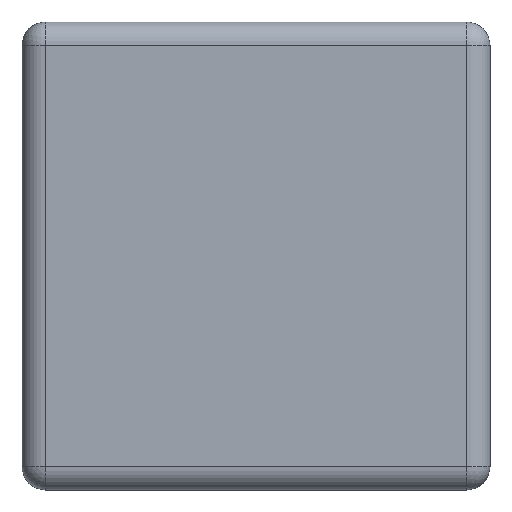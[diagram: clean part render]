
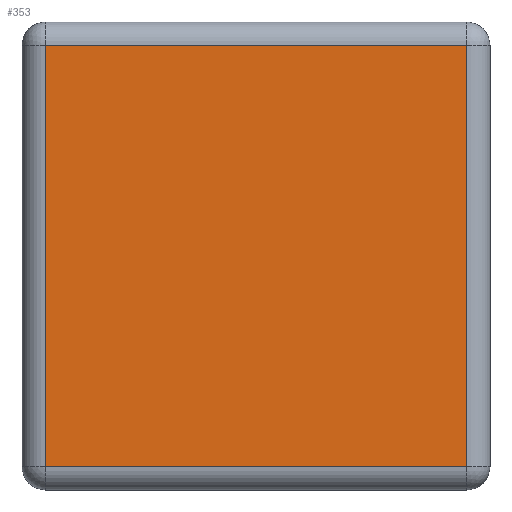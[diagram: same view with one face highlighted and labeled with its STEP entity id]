
A CAD part, front view. The second image highlights one B-rep face of the part: STEP entity #353.
In plain terms, the highlighted planar face has unit normal (0, -1, 0).
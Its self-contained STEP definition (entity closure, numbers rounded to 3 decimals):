
#15=PLANE('',#417);
#22=LINE('',#566,#46);
#23=LINE('',#589,#47);
#40=LINE('',#635,#64);
#44=LINE('',#641,#68);
#46=VECTOR('',#444,10.);
#47=VECTOR('',#471,10.);
#64=VECTOR('',#528,10.);
#68=VECTOR('',#536,10.);
#101=FACE_OUTER_BOUND('',#127,.T.);
#127=EDGE_LOOP('',(#301,#302,#303,#304));
#157=VERTEX_POINT('',#551);
#162=VERTEX_POINT('',#561);
#165=VERTEX_POINT('',#571);
#169=VERTEX_POINT('',#582);
#188=EDGE_CURVE('',#157,#162,#22,.T.);
#198=EDGE_CURVE('',#169,#165,#23,.T.);
#224=EDGE_CURVE('',#162,#169,#40,.T.);
#228=EDGE_CURVE('',#165,#157,#44,.T.);
#301=ORIENTED_EDGE('',*,*,#198,.F.);
#302=ORIENTED_EDGE('',*,*,#224,.F.);
#303=ORIENTED_EDGE('',*,*,#188,.F.);
#304=ORIENTED_EDGE('',*,*,#228,.F.);
#353=ADVANCED_FACE('',(#101),#15,.T.);
#417=AXIS2_PLACEMENT_3D('',#642,#537,#538);
#444=DIRECTION('',(0.,0.,1.));
#471=DIRECTION('',(0.,0.,-1.));
#528=DIRECTION('',(1.,0.,0.));
#536=DIRECTION('',(-1.,0.,0.));
#537=DIRECTION('center_axis',(0.,-1.,0.));
#538=DIRECTION('ref_axis',(1.,0.,0.));
#551=CARTESIAN_POINT('',(-18.,-20.,-18.));
#561=CARTESIAN_POINT('',(-18.,-20.,18.));
#566=CARTESIAN_POINT('',(-18.,-20.,0.));
#571=CARTESIAN_POINT('',(18.,-20.,-18.));
#582=CARTESIAN_POINT('',(18.,-20.,18.));
#589=CARTESIAN_POINT('',(18.,-20.,0.));
#635=CARTESIAN_POINT('',(-10.,-20.,18.));
#641=CARTESIAN_POINT('',(-10.,-20.,-18.));
#642=CARTESIAN_POINT('Origin',(-20.,-20.,0.));
